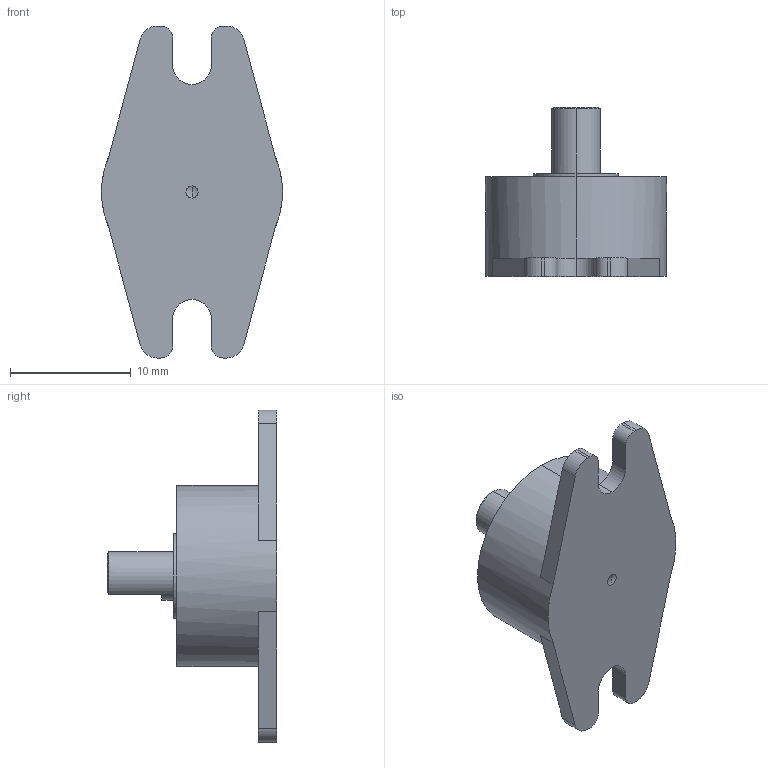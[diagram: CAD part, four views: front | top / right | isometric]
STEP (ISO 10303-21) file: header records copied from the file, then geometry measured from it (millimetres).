
FILE_DESCRIPTION (( 'STEP AP214' ), '1' );
FILE_NAME ('6597K8_Rotary Speed Limiter.STEP', '2024-06-21T05:48:42', ( '' ), ( '' ), 'SwSTEP 2.0', 'SolidWorks 2024', '' );
FILE_SCHEMA (( 'AUTOMOTIVE_DESIGN' ));
Length unit declared in the file: millimetre
Products named in the file (1): 6597K8_Rotary Speed Limiter
Bounding box: 15 x 14 x 27.5 mm (x, y, z)
Volume: 1701.3 mm3; surface area: 2420 mm2
Topology: 2 solids, 2 shells, 86 faces, 195 edges, 129 vertices
Faces by surface type: cylinder 43, plane 36, torus 4, sphere 2, cone 1
Entity records: 2496 total; most frequent: DIRECTION 474, CARTESIAN_POINT 417, ORIENTED_EDGE 390, EDGE_CURVE 195, AXIS2_PLACEMENT_3D 194, VERTEX_POINT 129, CIRCLE 107, EDGE_LOOP 102
